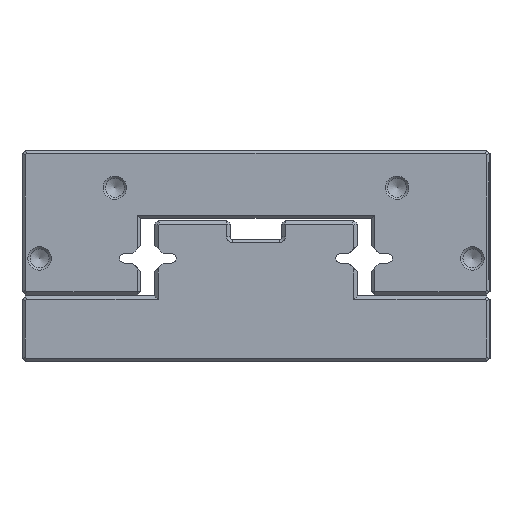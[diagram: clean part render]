
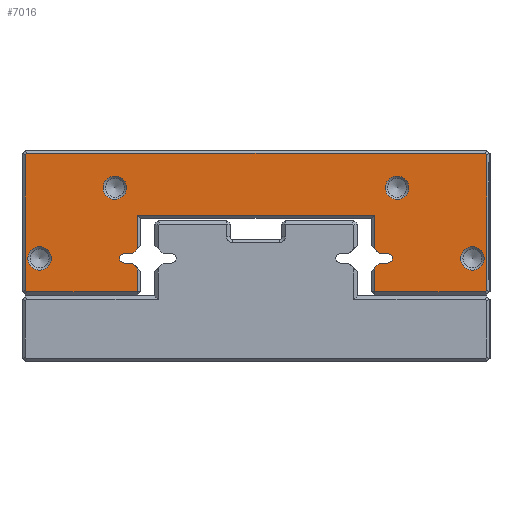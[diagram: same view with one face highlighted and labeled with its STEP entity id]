
A CAD part, left-side view. The second image highlights one B-rep face of the part: STEP entity #7016.
In plain terms, the highlighted planar face has unit normal (-1, 0, 0).
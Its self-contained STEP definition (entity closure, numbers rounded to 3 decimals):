
#5449=FACE_BOUND('',#11237,.T.);
#5450=FACE_BOUND('',#11238,.T.);
#5451=FACE_BOUND('',#11239,.T.);
#5452=FACE_BOUND('',#11240,.T.);
#5453=FACE_BOUND('',#11241,.T.);
#6291=CIRCLE('',#31671,1.);
#6318=CIRCLE('',#31706,1.);
#6324=CIRCLE('',#31718,2.5);
#6325=CIRCLE('',#31719,2.5);
#6326=CIRCLE('',#31720,2.5);
#6327=CIRCLE('',#31721,2.5);
#7016=ADVANCED_FACE('',(#5449,#5450,#5451,#5452,#5453),#8496,.T.);
#8496=PLANE('',#31722);
#11237=EDGE_LOOP('',(#15060,#15061,#15062,#15063,#15064,#15065,#15066,#15067,
#15068,#15069,#15070,#15071,#15072,#15073,#15074,#15075,#15076,#15077,#15078,
#15079,#15080,#15081,#15082,#15083));
#11238=EDGE_LOOP('',(#15084));
#11239=EDGE_LOOP('',(#15085));
#11240=EDGE_LOOP('',(#15086));
#11241=EDGE_LOOP('',(#15087));
#15060=ORIENTED_EDGE('',*,*,#23642,.F.);
#15061=ORIENTED_EDGE('',*,*,#23683,.T.);
#15062=ORIENTED_EDGE('',*,*,#23684,.T.);
#15063=ORIENTED_EDGE('',*,*,#23685,.T.);
#15064=ORIENTED_EDGE('',*,*,#23559,.F.);
#15065=ORIENTED_EDGE('',*,*,#23553,.F.);
#15066=ORIENTED_EDGE('',*,*,#23550,.F.);
#15067=ORIENTED_EDGE('',*,*,#23547,.F.);
#15068=ORIENTED_EDGE('',*,*,#23545,.F.);
#15069=ORIENTED_EDGE('',*,*,#23686,.T.);
#15070=ORIENTED_EDGE('',*,*,#23687,.T.);
#15071=ORIENTED_EDGE('',*,*,#23688,.T.);
#15072=ORIENTED_EDGE('',*,*,#23689,.T.);
#15073=ORIENTED_EDGE('',*,*,#23690,.T.);
#15074=ORIENTED_EDGE('',*,*,#23691,.T.);
#15075=ORIENTED_EDGE('',*,*,#23692,.T.);
#15076=ORIENTED_EDGE('',*,*,#23693,.T.);
#15077=ORIENTED_EDGE('',*,*,#23694,.T.);
#15078=ORIENTED_EDGE('',*,*,#23695,.T.);
#15079=ORIENTED_EDGE('',*,*,#23696,.T.);
#15080=ORIENTED_EDGE('',*,*,#23656,.F.);
#15081=ORIENTED_EDGE('',*,*,#23650,.F.);
#15082=ORIENTED_EDGE('',*,*,#23647,.F.);
#15083=ORIENTED_EDGE('',*,*,#23644,.F.);
#15084=ORIENTED_EDGE('',*,*,#23697,.T.);
#15085=ORIENTED_EDGE('',*,*,#23698,.T.);
#15086=ORIENTED_EDGE('',*,*,#23699,.T.);
#15087=ORIENTED_EDGE('',*,*,#23700,.T.);
#20849=VERTEX_POINT('',#42945);
#20850=VERTEX_POINT('',#42947);
#20851=VERTEX_POINT('',#42951);
#20853=VERTEX_POINT('',#42957);
#20855=VERTEX_POINT('',#42963);
#20860=VERTEX_POINT('',#42975);
#20916=VERTEX_POINT('',#43117);
#20917=VERTEX_POINT('',#43119);
#20918=VERTEX_POINT('',#43123);
#20920=VERTEX_POINT('',#43129);
#20922=VERTEX_POINT('',#43135);
#20927=VERTEX_POINT('',#43147);
#20950=VERTEX_POINT('',#43201);
#20951=VERTEX_POINT('',#43203);
#20952=VERTEX_POINT('',#43206);
#20953=VERTEX_POINT('',#43208);
#20954=VERTEX_POINT('',#43210);
#20955=VERTEX_POINT('',#43212);
#20956=VERTEX_POINT('',#43214);
#20957=VERTEX_POINT('',#43216);
#20958=VERTEX_POINT('',#43218);
#20959=VERTEX_POINT('',#43220);
#20960=VERTEX_POINT('',#43222);
#20961=VERTEX_POINT('',#43224);
#20962=VERTEX_POINT('',#43227);
#20963=VERTEX_POINT('',#43229);
#20964=VERTEX_POINT('',#43231);
#20965=VERTEX_POINT('',#43233);
#23545=EDGE_CURVE('',#20849,#20850,#26633,.T.);
#23547=EDGE_CURVE('',#20850,#20851,#26635,.T.);
#23550=EDGE_CURVE('',#20851,#20853,#6291,.T.);
#23553=EDGE_CURVE('',#20853,#20855,#26639,.T.);
#23559=EDGE_CURVE('',#20855,#20860,#26645,.T.);
#23642=EDGE_CURVE('',#20916,#20917,#26703,.T.);
#23644=EDGE_CURVE('',#20917,#20918,#26705,.T.);
#23647=EDGE_CURVE('',#20918,#20920,#6318,.T.);
#23650=EDGE_CURVE('',#20920,#20922,#26709,.T.);
#23656=EDGE_CURVE('',#20922,#20927,#26715,.T.);
#23683=EDGE_CURVE('',#20916,#20950,#26738,.T.);
#23684=EDGE_CURVE('',#20950,#20951,#26739,.T.);
#23685=EDGE_CURVE('',#20951,#20860,#26740,.T.);
#23686=EDGE_CURVE('',#20849,#20952,#26741,.T.);
#23687=EDGE_CURVE('',#20952,#20953,#26742,.T.);
#23688=EDGE_CURVE('',#20953,#20954,#26743,.T.);
#23689=EDGE_CURVE('',#20954,#20955,#26744,.T.);
#23690=EDGE_CURVE('',#20955,#20956,#26745,.T.);
#23691=EDGE_CURVE('',#20956,#20957,#26746,.T.);
#23692=EDGE_CURVE('',#20957,#20958,#26747,.T.);
#23693=EDGE_CURVE('',#20958,#20959,#26748,.T.);
#23694=EDGE_CURVE('',#20959,#20960,#26749,.T.);
#23695=EDGE_CURVE('',#20960,#20961,#26750,.T.);
#23696=EDGE_CURVE('',#20961,#20927,#26751,.T.);
#23697=EDGE_CURVE('',#20962,#20962,#6324,.T.);
#23698=EDGE_CURVE('',#20963,#20963,#6325,.T.);
#23699=EDGE_CURVE('',#20964,#20964,#6326,.T.);
#23700=EDGE_CURVE('',#20965,#20965,#6327,.T.);
#26633=LINE('',#42946,#29257);
#26635=LINE('',#42950,#29259);
#26639=LINE('',#42962,#29263);
#26645=LINE('',#42974,#29269);
#26703=LINE('',#43118,#29327);
#26705=LINE('',#43122,#29329);
#26709=LINE('',#43134,#29333);
#26715=LINE('',#43146,#29339);
#26738=LINE('',#43200,#29362);
#26739=LINE('',#43202,#29363);
#26740=LINE('',#43204,#29364);
#26741=LINE('',#43205,#29365);
#26742=LINE('',#43207,#29366);
#26743=LINE('',#43209,#29367);
#26744=LINE('',#43211,#29368);
#26745=LINE('',#43213,#29369);
#26746=LINE('',#43215,#29370);
#26747=LINE('',#43217,#29371);
#26748=LINE('',#43219,#29372);
#26749=LINE('',#43221,#29373);
#26750=LINE('',#43223,#29374);
#26751=LINE('',#43225,#29375);
#29257=VECTOR('',#35323,1.);
#29259=VECTOR('',#35327,1.);
#29263=VECTOR('',#35339,1.);
#29269=VECTOR('',#35347,1.);
#29327=VECTOR('',#35463,1.);
#29329=VECTOR('',#35467,1.);
#29333=VECTOR('',#35479,1.);
#29339=VECTOR('',#35487,1.);
#29362=VECTOR('',#35526,1.);
#29363=VECTOR('',#35527,1.);
#29364=VECTOR('',#35528,1.);
#29365=VECTOR('',#35529,1.);
#29366=VECTOR('',#35530,1.);
#29367=VECTOR('',#35531,1.);
#29368=VECTOR('',#35532,1.);
#29369=VECTOR('',#35533,1.);
#29370=VECTOR('',#35534,1.);
#29371=VECTOR('',#35535,1.);
#29372=VECTOR('',#35536,1.);
#29373=VECTOR('',#35537,1.);
#29374=VECTOR('',#35538,1.);
#29375=VECTOR('',#35539,1.);
#31671=AXIS2_PLACEMENT_3D('',#42956,#35332,#35333);
#31706=AXIS2_PLACEMENT_3D('',#43128,#35472,#35473);
#31718=AXIS2_PLACEMENT_3D('',#43226,#35540,#35541);
#31719=AXIS2_PLACEMENT_3D('',#43228,#35542,#35543);
#31720=AXIS2_PLACEMENT_3D('',#43230,#35544,#35545);
#31721=AXIS2_PLACEMENT_3D('',#43232,#35546,#35547);
#31722=AXIS2_PLACEMENT_3D('',#43234,#35548,#35549);
#35323=DIRECTION('',(0.,-0.707,0.707));
#35327=DIRECTION('',(0.,-1.,0.));
#35332=DIRECTION('',(-1.,0.,0.));
#35333=DIRECTION('',(0.,0.,-1.));
#35339=DIRECTION('',(0.,1.,0.));
#35347=DIRECTION('',(0.,0.707,0.707));
#35463=DIRECTION('',(0.,0.707,-0.707));
#35467=DIRECTION('',(0.,1.,0.));
#35472=DIRECTION('',(-1.,0.,0.));
#35473=DIRECTION('',(0.,0.,1.));
#35479=DIRECTION('',(0.,-1.,0.));
#35487=DIRECTION('',(0.,-0.707,-0.707));
#35526=DIRECTION('',(0.,0.,1.));
#35527=DIRECTION('',(0.,-1.,0.));
#35528=DIRECTION('',(0.,0.,-1.));
#35529=DIRECTION('',(0.,0.,-1.));
#35530=DIRECTION('',(0.,-1.,0.));
#35531=DIRECTION('',(0.,-0.707,0.707));
#35532=DIRECTION('',(0.,0.,1.));
#35533=DIRECTION('',(0.,0.707,0.707));
#35534=DIRECTION('',(0.,1.,0.));
#35535=DIRECTION('',(0.,0.707,-0.707));
#35536=DIRECTION('',(0.,0.,-1.));
#35537=DIRECTION('',(0.,-0.707,-0.707));
#35538=DIRECTION('',(0.,-1.,0.));
#35539=DIRECTION('',(0.,0.,1.));
#35540=DIRECTION('',(1.,0.,0.));
#35541=DIRECTION('',(0.,0.,-1.));
#35542=DIRECTION('',(1.,0.,0.));
#35543=DIRECTION('',(0.,0.,-1.));
#35544=DIRECTION('',(1.,0.,0.));
#35545=DIRECTION('',(0.,0.,-1.));
#35546=DIRECTION('',(1.,0.,0.));
#35547=DIRECTION('',(0.,0.,-1.));
#35548=DIRECTION('',(-1.,0.,0.));
#35549=DIRECTION('',(0.,0.,-1.));
#42945=CARTESIAN_POINT('',(80.,24.55,19.957));
#42946=CARTESIAN_POINT('',(80.,25.25,19.257));
#42947=CARTESIAN_POINT('',(80.,23.507,21.));
#42950=CARTESIAN_POINT('',(80.,23.507,21.));
#42951=CARTESIAN_POINT('',(80.,21.75,21.));
#42956=CARTESIAN_POINT('',(80.,21.75,22.));
#42957=CARTESIAN_POINT('',(80.,21.75,23.));
#42962=CARTESIAN_POINT('',(80.,21.75,23.));
#42963=CARTESIAN_POINT('',(80.,23.507,23.));
#42974=CARTESIAN_POINT('',(80.,23.507,23.));
#42975=CARTESIAN_POINT('',(80.,24.55,24.043));
#43117=CARTESIAN_POINT('',(80.,74.95,24.043));
#43118=CARTESIAN_POINT('',(80.,74.25,24.743));
#43119=CARTESIAN_POINT('',(80.,75.993,23.));
#43122=CARTESIAN_POINT('',(80.,75.993,23.));
#43123=CARTESIAN_POINT('',(80.,77.75,23.));
#43128=CARTESIAN_POINT('',(80.,77.75,22.));
#43129=CARTESIAN_POINT('',(80.,77.75,21.));
#43134=CARTESIAN_POINT('',(80.,77.75,21.));
#43135=CARTESIAN_POINT('',(80.,75.993,21.));
#43146=CARTESIAN_POINT('',(80.,75.993,21.));
#43147=CARTESIAN_POINT('',(80.,74.95,19.957));
#43200=CARTESIAN_POINT('',(80.,74.95,30.5));
#43201=CARTESIAN_POINT('',(80.,74.95,31.2));
#43202=CARTESIAN_POINT('',(80.,25.25,31.2));
#43203=CARTESIAN_POINT('',(80.,24.55,31.2));
#43204=CARTESIAN_POINT('',(80.,24.55,24.743));
#43205=CARTESIAN_POINT('',(80.,24.55,14.2));
#43206=CARTESIAN_POINT('',(80.,24.55,14.9));
#43207=CARTESIAN_POINT('',(80.,0.7,14.9));
#43208=CARTESIAN_POINT('',(80.,0.99,14.9));
#43209=CARTESIAN_POINT('',(80.,7.82,8.07));
#43210=CARTESIAN_POINT('',(80.,0.7,15.19));
#43211=CARTESIAN_POINT('',(80.,0.7,44.3));
#43212=CARTESIAN_POINT('',(80.,0.7,44.01));
#43213=CARTESIAN_POINT('',(80.,0.22,43.53));
#43214=CARTESIAN_POINT('',(80.,0.99,44.3));
#43215=CARTESIAN_POINT('',(80.,98.8,44.3));
#43216=CARTESIAN_POINT('',(80.,98.51,44.3));
#43217=CARTESIAN_POINT('',(80.,71.28,71.53));
#43218=CARTESIAN_POINT('',(80.,98.8,44.01));
#43219=CARTESIAN_POINT('',(80.,98.8,14.9));
#43220=CARTESIAN_POINT('',(80.,98.8,15.19));
#43221=CARTESIAN_POINT('',(80.,63.68,-19.93));
#43222=CARTESIAN_POINT('',(80.,98.51,14.9));
#43223=CARTESIAN_POINT('',(80.,74.25,14.9));
#43224=CARTESIAN_POINT('',(80.,74.95,14.9));
#43225=CARTESIAN_POINT('',(80.,74.95,19.257));
#43226=CARTESIAN_POINT('',(80.,95.75,22.));
#43227=CARTESIAN_POINT('',(80.,95.75,19.5));
#43228=CARTESIAN_POINT('',(80.,3.75,22.));
#43229=CARTESIAN_POINT('',(80.,3.75,19.5));
#43230=CARTESIAN_POINT('',(80.,19.75,37.));
#43231=CARTESIAN_POINT('',(80.,19.75,34.5));
#43232=CARTESIAN_POINT('',(80.,79.75,37.));
#43233=CARTESIAN_POINT('',(80.,79.75,34.5));
#43234=CARTESIAN_POINT('',(80.,21.75,22.));
